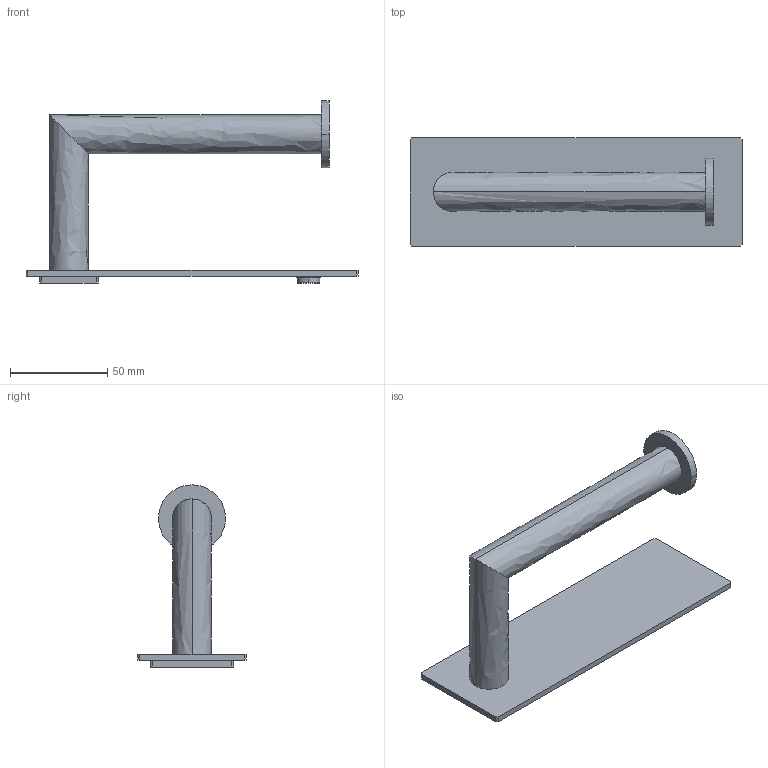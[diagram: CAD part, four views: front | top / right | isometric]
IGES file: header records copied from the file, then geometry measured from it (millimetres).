
Start section:  PTC IGES file: 2806r.igs
Global section: file name: 2806r.igs; native system: Creo Parametric by PTC Inc.; preprocessor: 2018400; author: jinson.thomas; organization: Unknown; date: 20220214.125335; units: inch
Bounding box: 170.94 x 55.88 x 93.87 mm (x, y, z)
Volume: 100538.4 mm3; surface area: 35414.2 mm2
Topology: 1 solids, 2 shells, 44 faces, 100 edges, 63 vertices
Faces by surface type: revolution 24, bspline 20
